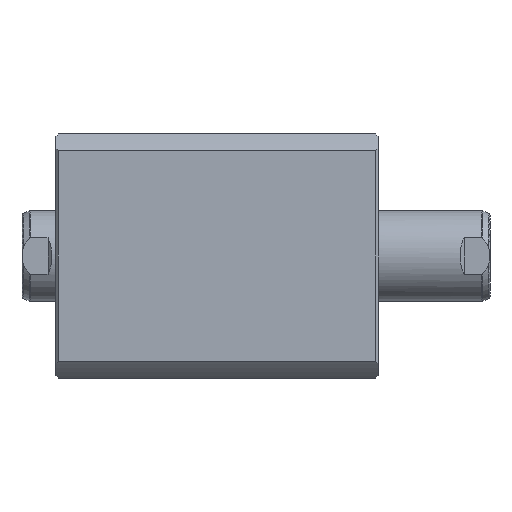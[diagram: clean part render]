
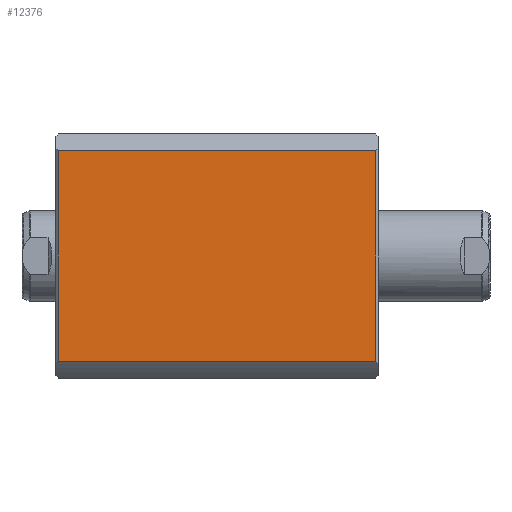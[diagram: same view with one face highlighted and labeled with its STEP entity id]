
A CAD part, left-side view. The second image highlights one B-rep face of the part: STEP entity #12376.
In plain terms, the highlighted planar face has unit normal (-1, 0, 0).
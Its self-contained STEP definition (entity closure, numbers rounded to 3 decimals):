
#85 = PLANE ( 'NONE',  #9235 ) ;
#682 = EDGE_CURVE ( 'NONE', #6200, #11864, #6966, .T. ) ;
#758 = LINE ( 'NONE', #9058, #8581 ) ;
#1003 = CARTESIAN_POINT ( 'NONE',  ( -47., -40.435, 1. ) ) ;
#1045 = LINE ( 'NONE', #1341, #11355 ) ;
#1215 = CARTESIAN_POINT ( 'NONE',  ( -47., -40.435, 300. ) ) ;
#1341 = CARTESIAN_POINT ( 'NONE',  ( -47., 47., 123. ) ) ;
#1510 = DIRECTION ( 'NONE',  ( 0., 0., -1. ) ) ;
#2123 = VERTEX_POINT ( 'NONE', #12048 ) ;
#2149 = DIRECTION ( 'NONE',  ( 0., 1., 0. ) ) ;
#2156 = DIRECTION ( 'NONE',  ( 0., 1., 0. ) ) ;
#2230 = EDGE_CURVE ( 'NONE', #6200, #10232, #1045, .T. ) ;
#2572 = ORIENTED_EDGE ( 'NONE', *, *, #682, .F. ) ;
#2916 = VECTOR ( 'NONE', #3442, 1000. ) ;
#3140 = CARTESIAN_POINT ( 'NONE',  ( -47., -40.435, 123. ) ) ;
#3442 = DIRECTION ( 'NONE',  ( 0., 0., 1. ) ) ;
#5605 = LINE ( 'NONE', #9563, #2916 ) ;
#6200 = VERTEX_POINT ( 'NONE', #3140 ) ;
#6966 = LINE ( 'NONE', #1215, #7306 ) ;
#7111 = EDGE_CURVE ( 'NONE', #2123, #10232, #5605, .T. ) ;
#7198 = ORIENTED_EDGE ( 'NONE', *, *, #7111, .F. ) ;
#7244 = CARTESIAN_POINT ( 'NONE',  ( -47., 47., 124. ) ) ;
#7306 = VECTOR ( 'NONE', #1510, 1000. ) ;
#8266 = DIRECTION ( 'NONE',  ( 1., 0., 0. ) ) ;
#8581 = VECTOR ( 'NONE', #10163, 1000. ) ;
#8878 = FACE_OUTER_BOUND ( 'NONE', #11810, .T. ) ;
#9058 = CARTESIAN_POINT ( 'NONE',  ( -47., 47., 1. ) ) ;
#9235 = AXIS2_PLACEMENT_3D ( 'NONE', #7244, #8266, #2156 ) ;
#9563 = CARTESIAN_POINT ( 'NONE',  ( -47., 40.435, 300. ) ) ;
#9930 = CARTESIAN_POINT ( 'NONE',  ( -47., 40.435, 123. ) ) ;
#10163 = DIRECTION ( 'NONE',  ( 0., -1., 0. ) ) ;
#10232 = VERTEX_POINT ( 'NONE', #9930 ) ;
#10766 = EDGE_CURVE ( 'NONE', #2123, #11864, #758, .T. ) ;
#10939 = ORIENTED_EDGE ( 'NONE', *, *, #10766, .T. ) ;
#11355 = VECTOR ( 'NONE', #2149, 1000. ) ;
#11449 = ORIENTED_EDGE ( 'NONE', *, *, #2230, .T. ) ;
#11810 = EDGE_LOOP ( 'NONE', ( #2572, #11449, #7198, #10939 ) ) ;
#11864 = VERTEX_POINT ( 'NONE', #1003 ) ;
#12048 = CARTESIAN_POINT ( 'NONE',  ( -47., 40.435, 1. ) ) ;
#12376 = ADVANCED_FACE ( 'NONE', ( #8878 ), #85, .F. ) ;
